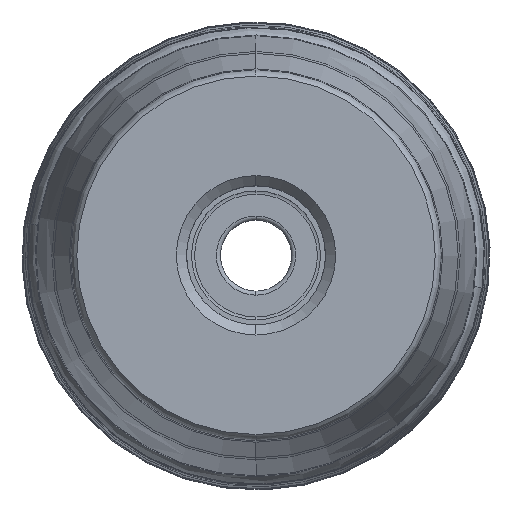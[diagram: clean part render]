
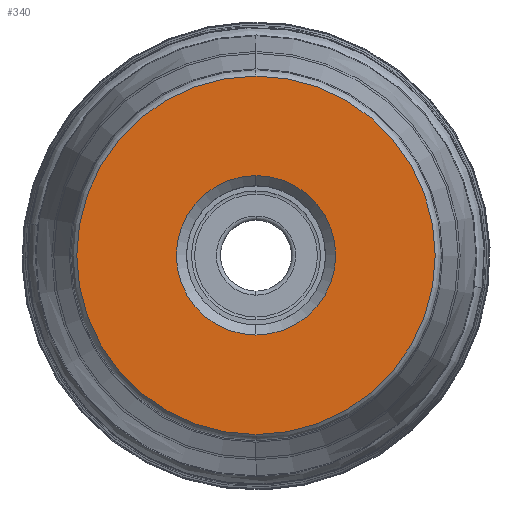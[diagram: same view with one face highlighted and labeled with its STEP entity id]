
A CAD part, top view. The second image highlights one B-rep face of the part: STEP entity #340.
In plain terms, the highlighted planar face has unit normal (0, 0, 1).
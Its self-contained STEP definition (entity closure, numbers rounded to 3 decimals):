
#46=PLANE('',#3279);
#56=FACE_BOUND('',#696,.T.);
#57=FACE_BOUND('',#697,.T.);
#340=ADVANCED_FACE('',(#56,#57),#46,.T.);
#696=EDGE_LOOP('',(#1316,#1317,#1318,#1319));
#697=EDGE_LOOP('',(#1320,#1321));
#1316=ORIENTED_EDGE('',*,*,#2030,.T.);
#1317=ORIENTED_EDGE('',*,*,#2031,.T.);
#1318=ORIENTED_EDGE('',*,*,#2032,.F.);
#1319=ORIENTED_EDGE('',*,*,#2033,.F.);
#1320=ORIENTED_EDGE('',*,*,#2027,.F.);
#1321=ORIENTED_EDGE('',*,*,#2029,.F.);
#1670=VERTEX_POINT('',#6446);
#1671=VERTEX_POINT('',#6448);
#1672=VERTEX_POINT('',#6454);
#1673=VERTEX_POINT('',#6455);
#1674=VERTEX_POINT('',#6457);
#1675=VERTEX_POINT('',#6459);
#2027=EDGE_CURVE('',#1670,#1671,#2448,.T.);
#2029=EDGE_CURVE('',#1671,#1670,#2449,.T.);
#2030=EDGE_CURVE('',#1672,#1673,#2450,.T.);
#2031=EDGE_CURVE('',#1673,#1674,#2451,.T.);
#2032=EDGE_CURVE('',#1675,#1674,#2452,.T.);
#2033=EDGE_CURVE('',#1672,#1675,#2453,.T.);
#2448=CIRCLE('',#3271,7.85);
#2449=CIRCLE('',#3273,7.85);
#2450=CIRCLE('',#3275,17.655);
#2451=CIRCLE('',#3276,17.655);
#2452=CIRCLE('',#3277,17.655);
#2453=CIRCLE('',#3278,17.655);
#3271=AXIS2_PLACEMENT_3D('',#6447,#4180,#4181);
#3273=AXIS2_PLACEMENT_3D('',#6451,#4185,#4186);
#3275=AXIS2_PLACEMENT_3D('',#6453,#4189,#4190);
#3276=AXIS2_PLACEMENT_3D('',#6456,#4191,#4192);
#3277=AXIS2_PLACEMENT_3D('',#6458,#4193,#4194);
#3278=AXIS2_PLACEMENT_3D('',#6460,#4195,#4196);
#3279=AXIS2_PLACEMENT_3D('',#6461,#4197,#4198);
#4180=DIRECTION('',(0.,0.,1.));
#4181=DIRECTION('',(0.,-1.,0.));
#4185=DIRECTION('',(0.,0.,1.));
#4186=DIRECTION('',(0.,1.,0.));
#4189=DIRECTION('',(0.,0.,1.));
#4190=DIRECTION('',(0.,-1.,0.));
#4191=DIRECTION('',(0.,0.,1.));
#4192=DIRECTION('',(0.,-1.,0.));
#4193=DIRECTION('',(0.,0.,-1.));
#4194=DIRECTION('',(0.,1.,0.));
#4195=DIRECTION('',(0.,0.,-1.));
#4196=DIRECTION('',(0.,1.,0.));
#4197=DIRECTION('',(0.,0.,1.));
#4198=DIRECTION('',(0.,-1.,0.));
#6446=CARTESIAN_POINT('',(0.,-7.85,0.));
#6447=CARTESIAN_POINT('',(0.,0.,0.));
#6448=CARTESIAN_POINT('',(0.,7.85,0.));
#6451=CARTESIAN_POINT('',(0.,0.,0.));
#6453=CARTESIAN_POINT('',(0.,0.,0.));
#6454=CARTESIAN_POINT('',(-0.016,17.655,0.));
#6455=CARTESIAN_POINT('',(0.,-17.655,0.));
#6456=CARTESIAN_POINT('',(0.,0.,0.));
#6457=CARTESIAN_POINT('',(0.016,-17.655,0.));
#6458=CARTESIAN_POINT('',(0.,0.,0.));
#6459=CARTESIAN_POINT('',(0.,17.655,0.));
#6460=CARTESIAN_POINT('',(0.,0.,0.));
#6461=CARTESIAN_POINT('',(0.,0.,0.));
